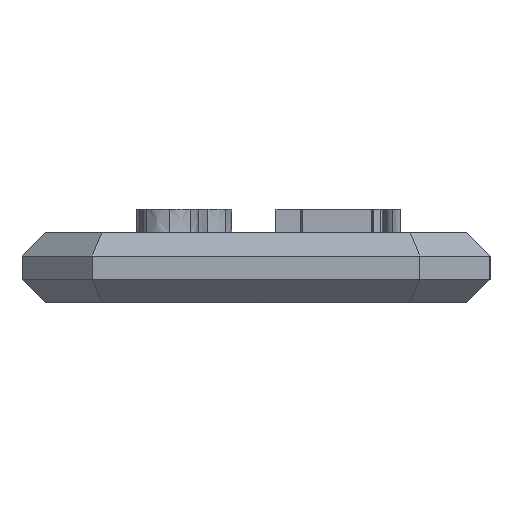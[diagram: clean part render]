
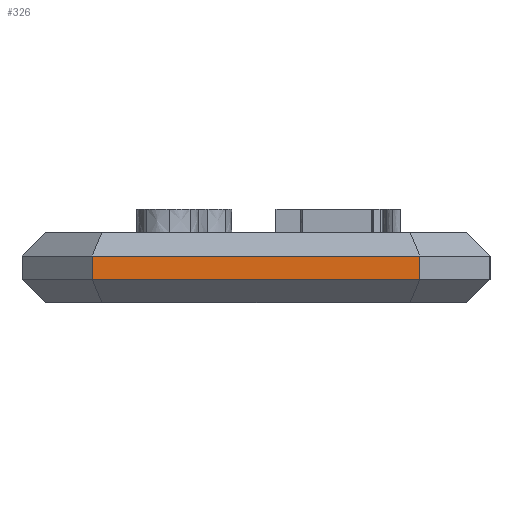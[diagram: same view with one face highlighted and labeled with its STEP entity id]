
A CAD part, left-side view. The second image highlights one B-rep face of the part: STEP entity #326.
In plain terms, the highlighted planar face has unit normal (-1, 0, 0).
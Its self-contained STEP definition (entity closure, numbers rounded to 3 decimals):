
#326=ADVANCED_FACE('',(#2313),#2315,.T.);
#2313=FACE_BOUND('',#2314,.T.);
#2314=EDGE_LOOP('',(#5442,#5443,#5444,#5445));
#2315=PLANE('',#2316);
#2316=AXIS2_PLACEMENT_3D('',#2317,#2318,#2319);
#2317=CARTESIAN_POINT('',(-30.,10.,0.));
#2318=DIRECTION('',(-1.,0.,0.));
#2319=DIRECTION('',(0.,-1.,0.));
#5442=ORIENTED_EDGE('',*,*,#7212,.T.);
#5443=ORIENTED_EDGE('',*,*,#7762,.T.);
#5444=ORIENTED_EDGE('',*,*,#7237,.F.);
#5445=ORIENTED_EDGE('',*,*,#7763,.F.);
#7212=EDGE_CURVE('',#8777,#8778,#8779,.T.);
#7237=EDGE_CURVE('',#8812,#8815,#8816,.T.);
#7762=EDGE_CURVE('',#8778,#8815,#9605,.T.);
#7763=EDGE_CURVE('',#8777,#8812,#9606,.T.);
#8777=VERTEX_POINT('',#11478);
#8778=VERTEX_POINT('',#11479);
#8779=LINE('',#11480,#11481);
#8812=VERTEX_POINT('',#11559);
#8815=VERTEX_POINT('',#11566);
#8816=LINE('',#11567,#11568);
#9605=LINE('',#13406,#13407);
#9606=LINE('',#13409,#13410);
#11478=CARTESIAN_POINT('',(-30.,7.,1.));
#11479=CARTESIAN_POINT('',(-30.,-7.,1.));
#11480=CARTESIAN_POINT('',(-30.,7.,1.));
#11481=VECTOR('',#11482,1.);
#11482=DIRECTION('',(0.,-1.,0.));
#11559=CARTESIAN_POINT('',(-30.,7.,2.));
#11566=CARTESIAN_POINT('',(-30.,-7.,2.));
#11567=CARTESIAN_POINT('',(-30.,7.,2.));
#11568=VECTOR('',#11569,1.);
#11569=DIRECTION('',(0.,-1.,0.));
#13406=CARTESIAN_POINT('',(-30.,-7.,1.));
#13407=VECTOR('',#13408,1.);
#13408=DIRECTION('',(0.,0.,1.));
#13409=CARTESIAN_POINT('',(-30.,7.,1.));
#13410=VECTOR('',#13411,1.);
#13411=DIRECTION('',(0.,0.,1.));
